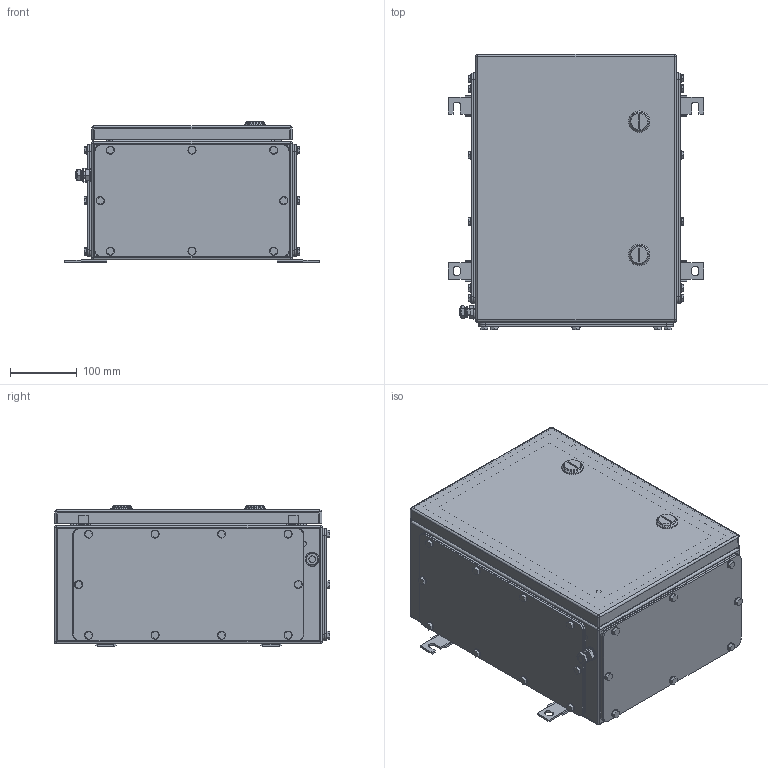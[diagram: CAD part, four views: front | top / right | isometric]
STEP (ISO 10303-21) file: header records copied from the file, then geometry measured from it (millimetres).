
FILE_DESCRIPTION(('CATIA V5 STEP Exchange','CAx-IF Rec.Pracs.--- Model Styling and Organization---1.4--- 2014-01-23'),'2;1');
FILE_NAME ('008803-5_3_1200310000_1200310000.stp','2019-09-23T07:41:15+00:00',('none'),('Weidmueller'),'CATIA Version 5-6 Release 2016 SP3 HF44','CATIA V5 STEP AP214','none');
FILE_SCHEMA(('AUTOMOTIVE_DESIGN { 1 0 10303 214 1 1 1 1 }'));
Products named in the file (1): 1200310000
Bounding box: 381 x 411 x 209.8 mm (x, y, z)
Volume: 1504340.2 mm3; surface area: 1508700.5 mm2
Topology: 108 solids, 110 shells, 2173 faces, 4996 edges, 3140 vertices
Faces by surface type: cylinder 970, plane 937, cone 212, sphere 24, torus 22, bspline 8
Entity records: 59271 total; most frequent: CARTESIAN_POINT 13073, ORIENTED_EDGE 9808, DIRECTION 7767, EDGE_CURVE 4904, AXIS2_PLACEMENT_3D 3409, VERTEX_POINT 3140, VECTOR 2728, LINE 2728
